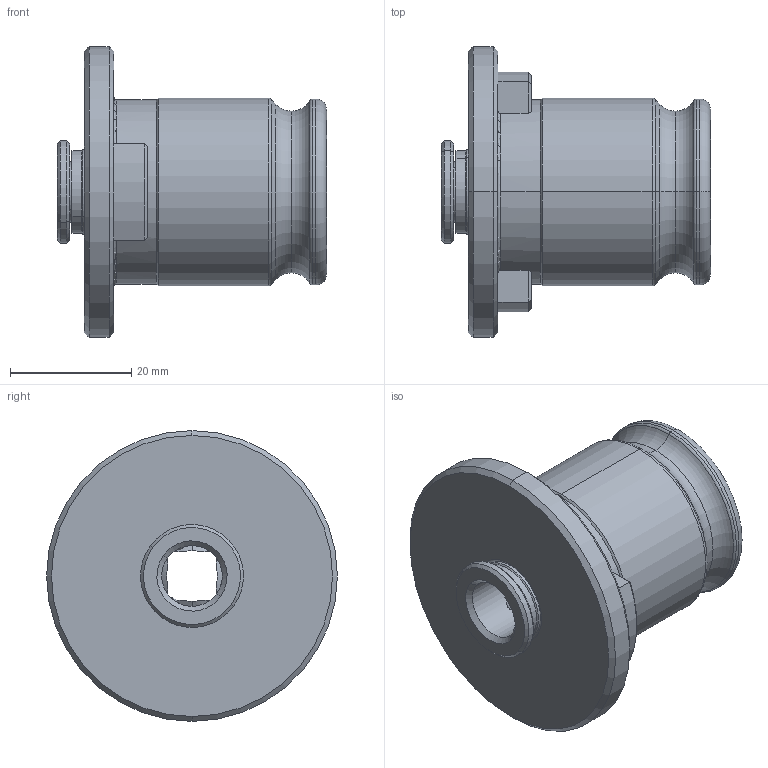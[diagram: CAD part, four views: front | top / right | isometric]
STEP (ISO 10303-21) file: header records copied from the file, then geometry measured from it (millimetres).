
FILE_DESCRIPTION (( 'STEP AP203' ), '1' );
FILE_NAME ('19-S.16.02.108.STEP', '2019-04-16T05:41:15', ( 'Acer' ), ( '' ), 'SwSTEP 2.0', 'SolidWorks 2018', '' );
FILE_SCHEMA (( 'CONFIG_CONTROL_DESIGN' ));
Length unit declared in the file: millimetre
Products named in the file (1): 19-S.16.02.108
Bounding box: 44.43 x 48 x 48 mm (x, y, z)
Surface area: 9372.3 mm2 (no closed solid volume)
Topology: 0 solids, 5 shells, 77 faces, 202 edges, 129 vertices
Faces by surface type: cylinder 22, cone 20, torus 17, plane 14, sphere 4
Entity records: 2537 total; most frequent: CARTESIAN_POINT 614, DIRECTION 424, ORIENTED_EDGE 348, EDGE_CURVE 192, AXIS2_PLACEMENT_3D 183, VERTEX_POINT 123, CIRCLE 105, EDGE_LOOP 84
